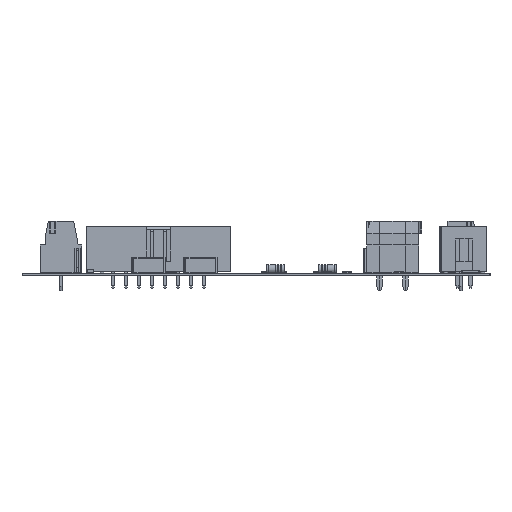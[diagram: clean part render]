
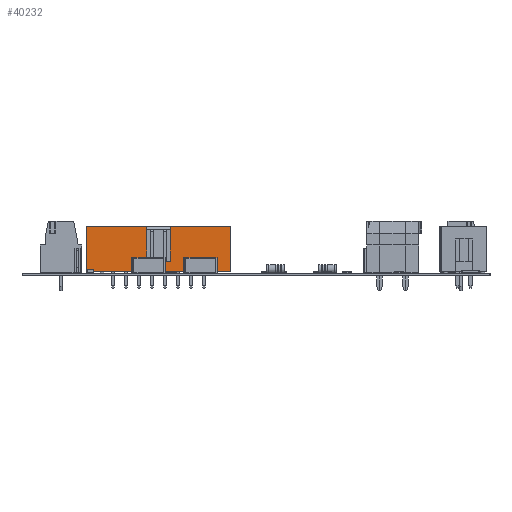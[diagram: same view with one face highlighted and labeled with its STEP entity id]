
A CAD part, left-side view. The second image highlights one B-rep face of the part: STEP entity #40232.
In plain terms, the highlighted face is planar.
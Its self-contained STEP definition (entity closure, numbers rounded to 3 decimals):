
#36542 = PLANE('',#36543);
#36543 = AXIS2_PLACEMENT_3D('',#36544,#36545,#36546);
#36544 = CARTESIAN_POINT('',(13.99,-4.425,-4.425));
#36545 = DIRECTION('',(0.,0.,-1.));
#36546 = DIRECTION('',(-1.,0.,0.));
#37714 = PLANE('',#37715);
#37715 = AXIS2_PLACEMENT_3D('',#37716,#37717,#37718);
#37716 = CARTESIAN_POINT('',(13.99,-4.425,4.425));
#37717 = DIRECTION('',(1.,0.,0.));
#37718 = DIRECTION('',(0.,0.,-1.));
#37811 = VERTEX_POINT('',#37812);
#37812 = CARTESIAN_POINT('',(13.99,-4.425,-4.425));
#37833 = EDGE_CURVE('',#37811,#37834,#37836,.T.);
#37834 = VERTEX_POINT('',#37835);
#37835 = CARTESIAN_POINT('',(-13.99,-4.425,-4.425));
#37836 = SURFACE_CURVE('',#37837,(#37841,#37848),.PCURVE_S1.);
#37837 = LINE('',#37838,#37839);
#37838 = CARTESIAN_POINT('',(13.99,-4.425,-4.425));
#37839 = VECTOR('',#37840,1.);
#37840 = DIRECTION('',(-1.,0.,0.));
#37841 = PCURVE('',#36542,#37842);
#37842 = DEFINITIONAL_REPRESENTATION('',(#37843),#37847);
#37843 = LINE('',#37844,#37845);
#37844 = CARTESIAN_POINT('',(0.,0.));
#37845 = VECTOR('',#37846,1.);
#37846 = DIRECTION('',(1.,0.));
#37847 = ( GEOMETRIC_REPRESENTATION_CONTEXT(2) 
PARAMETRIC_REPRESENTATION_CONTEXT() REPRESENTATION_CONTEXT('2D SPACE',''
  ) );
#37848 = PCURVE('',#37849,#37854);
#37849 = PLANE('',#37850);
#37850 = AXIS2_PLACEMENT_3D('',#37851,#37852,#37853);
#37851 = CARTESIAN_POINT('',(0.,-4.425,0.));
#37852 = DIRECTION('',(0.,1.,0.));
#37853 = DIRECTION('',(0.,0.,1.));
#37854 = DEFINITIONAL_REPRESENTATION('',(#37855),#37859);
#37855 = LINE('',#37856,#37857);
#37856 = CARTESIAN_POINT('',(-4.425,13.99));
#37857 = VECTOR('',#37858,1.);
#37858 = DIRECTION('',(0.,-1.));
#37859 = ( GEOMETRIC_REPRESENTATION_CONTEXT(2) 
PARAMETRIC_REPRESENTATION_CONTEXT() REPRESENTATION_CONTEXT('2D SPACE',''
  ) );
#37877 = PLANE('',#37878);
#37878 = AXIS2_PLACEMENT_3D('',#37879,#37880,#37881);
#37879 = CARTESIAN_POINT('',(-13.99,-4.425,-4.425));
#37880 = DIRECTION('',(-1.,0.,0.));
#37881 = DIRECTION('',(0.,0.,1.));
#39631 = PLANE('',#39632);
#39632 = AXIS2_PLACEMENT_3D('',#39633,#39634,#39635);
#39633 = CARTESIAN_POINT('',(0.,0.,-2.375));
#39634 = DIRECTION('',(0.,0.,-1.));
#39635 = DIRECTION('',(-1.,0.,0.));
#39898 = PLANE('',#39899);
#39899 = AXIS2_PLACEMENT_3D('',#39900,#39901,#39902);
#39900 = CARTESIAN_POINT('',(-13.99,-4.425,4.425));
#39901 = DIRECTION('',(0.,0.,1.));
#39902 = DIRECTION('',(1.,0.,0.));
#40232 = ADVANCED_FACE('',(#40233),#37849,.F.);
#40233 = FACE_BOUND('',#40234,.T.);
#40234 = EDGE_LOOP('',(#40235,#40265,#40288,#40316,#40339,#40360,#40361,
    #40384));
#40235 = ORIENTED_EDGE('',*,*,#40236,.F.);
#40236 = EDGE_CURVE('',#40237,#40239,#40241,.T.);
#40237 = VERTEX_POINT('',#40238);
#40238 = CARTESIAN_POINT('',(2.25,-4.425,-2.375));
#40239 = VERTEX_POINT('',#40240);
#40240 = CARTESIAN_POINT('',(2.25,-4.425,4.425));
#40241 = SURFACE_CURVE('',#40242,(#40246,#40253),.PCURVE_S1.);
#40242 = LINE('',#40243,#40244);
#40243 = CARTESIAN_POINT('',(2.25,-4.425,-2.375));
#40244 = VECTOR('',#40245,1.);
#40245 = DIRECTION('',(0.,0.,1.));
#40246 = PCURVE('',#37849,#40247);
#40247 = DEFINITIONAL_REPRESENTATION('',(#40248),#40252);
#40248 = LINE('',#40249,#40250);
#40249 = CARTESIAN_POINT('',(-2.375,2.25));
#40250 = VECTOR('',#40251,1.);
#40251 = DIRECTION('',(1.,0.));
#40252 = ( GEOMETRIC_REPRESENTATION_CONTEXT(2) 
PARAMETRIC_REPRESENTATION_CONTEXT() REPRESENTATION_CONTEXT('2D SPACE',''
  ) );
#40253 = PCURVE('',#40254,#40259);
#40254 = PLANE('',#40255);
#40255 = AXIS2_PLACEMENT_3D('',#40256,#40257,#40258);
#40256 = CARTESIAN_POINT('',(2.25,-3.375,-2.375));
#40257 = DIRECTION('',(-1.,0.,0.));
#40258 = DIRECTION('',(0.,0.,1.));
#40259 = DEFINITIONAL_REPRESENTATION('',(#40260),#40264);
#40260 = LINE('',#40261,#40262);
#40261 = CARTESIAN_POINT('',(0.,-1.05));
#40262 = VECTOR('',#40263,1.);
#40263 = DIRECTION('',(1.,0.));
#40264 = ( GEOMETRIC_REPRESENTATION_CONTEXT(2) 
PARAMETRIC_REPRESENTATION_CONTEXT() REPRESENTATION_CONTEXT('2D SPACE',''
  ) );
#40265 = ORIENTED_EDGE('',*,*,#40266,.T.);
#40266 = EDGE_CURVE('',#40237,#40267,#40269,.T.);
#40267 = VERTEX_POINT('',#40268);
#40268 = CARTESIAN_POINT('',(-2.25,-4.425,-2.375));
#40269 = SURFACE_CURVE('',#40270,(#40274,#40281),.PCURVE_S1.);
#40270 = LINE('',#40271,#40272);
#40271 = CARTESIAN_POINT('',(2.25,-4.425,-2.375));
#40272 = VECTOR('',#40273,1.);
#40273 = DIRECTION('',(-1.,0.,0.));
#40274 = PCURVE('',#37849,#40275);
#40275 = DEFINITIONAL_REPRESENTATION('',(#40276),#40280);
#40276 = LINE('',#40277,#40278);
#40277 = CARTESIAN_POINT('',(-2.375,2.25));
#40278 = VECTOR('',#40279,1.);
#40279 = DIRECTION('',(0.,-1.));
#40280 = ( GEOMETRIC_REPRESENTATION_CONTEXT(2) 
PARAMETRIC_REPRESENTATION_CONTEXT() REPRESENTATION_CONTEXT('2D SPACE',''
  ) );
#40281 = PCURVE('',#39631,#40282);
#40282 = DEFINITIONAL_REPRESENTATION('',(#40283),#40287);
#40283 = LINE('',#40284,#40285);
#40284 = CARTESIAN_POINT('',(-2.25,-4.425));
#40285 = VECTOR('',#40286,1.);
#40286 = DIRECTION('',(1.,0.));
#40287 = ( GEOMETRIC_REPRESENTATION_CONTEXT(2) 
PARAMETRIC_REPRESENTATION_CONTEXT() REPRESENTATION_CONTEXT('2D SPACE',''
  ) );
#40288 = ORIENTED_EDGE('',*,*,#40289,.T.);
#40289 = EDGE_CURVE('',#40267,#40290,#40292,.T.);
#40290 = VERTEX_POINT('',#40291);
#40291 = CARTESIAN_POINT('',(-2.25,-4.425,4.425));
#40292 = SURFACE_CURVE('',#40293,(#40297,#40304),.PCURVE_S1.);
#40293 = LINE('',#40294,#40295);
#40294 = CARTESIAN_POINT('',(-2.25,-4.425,-2.375));
#40295 = VECTOR('',#40296,1.);
#40296 = DIRECTION('',(0.,0.,1.));
#40297 = PCURVE('',#37849,#40298);
#40298 = DEFINITIONAL_REPRESENTATION('',(#40299),#40303);
#40299 = LINE('',#40300,#40301);
#40300 = CARTESIAN_POINT('',(-2.375,-2.25));
#40301 = VECTOR('',#40302,1.);
#40302 = DIRECTION('',(1.,0.));
#40303 = ( GEOMETRIC_REPRESENTATION_CONTEXT(2) 
PARAMETRIC_REPRESENTATION_CONTEXT() REPRESENTATION_CONTEXT('2D SPACE',''
  ) );
#40304 = PCURVE('',#40305,#40310);
#40305 = PLANE('',#40306);
#40306 = AXIS2_PLACEMENT_3D('',#40307,#40308,#40309);
#40307 = CARTESIAN_POINT('',(-2.25,-4.425,-2.375));
#40308 = DIRECTION('',(1.,0.,0.));
#40309 = DIRECTION('',(0.,0.,-1.));
#40310 = DEFINITIONAL_REPRESENTATION('',(#40311),#40315);
#40311 = LINE('',#40312,#40313);
#40312 = CARTESIAN_POINT('',(0.,0.));
#40313 = VECTOR('',#40314,1.);
#40314 = DIRECTION('',(-1.,0.));
#40315 = ( GEOMETRIC_REPRESENTATION_CONTEXT(2) 
PARAMETRIC_REPRESENTATION_CONTEXT() REPRESENTATION_CONTEXT('2D SPACE',''
  ) );
#40316 = ORIENTED_EDGE('',*,*,#40317,.F.);
#40317 = EDGE_CURVE('',#40318,#40290,#40320,.T.);
#40318 = VERTEX_POINT('',#40319);
#40319 = CARTESIAN_POINT('',(-13.99,-4.425,4.425));
#40320 = SURFACE_CURVE('',#40321,(#40325,#40332),.PCURVE_S1.);
#40321 = LINE('',#40322,#40323);
#40322 = CARTESIAN_POINT('',(-13.99,-4.425,4.425));
#40323 = VECTOR('',#40324,1.);
#40324 = DIRECTION('',(1.,0.,0.));
#40325 = PCURVE('',#37849,#40326);
#40326 = DEFINITIONAL_REPRESENTATION('',(#40327),#40331);
#40327 = LINE('',#40328,#40329);
#40328 = CARTESIAN_POINT('',(4.425,-13.99));
#40329 = VECTOR('',#40330,1.);
#40330 = DIRECTION('',(0.,1.));
#40331 = ( GEOMETRIC_REPRESENTATION_CONTEXT(2) 
PARAMETRIC_REPRESENTATION_CONTEXT() REPRESENTATION_CONTEXT('2D SPACE',''
  ) );
#40332 = PCURVE('',#39898,#40333);
#40333 = DEFINITIONAL_REPRESENTATION('',(#40334),#40338);
#40334 = LINE('',#40335,#40336);
#40335 = CARTESIAN_POINT('',(0.,0.));
#40336 = VECTOR('',#40337,1.);
#40337 = DIRECTION('',(1.,0.));
#40338 = ( GEOMETRIC_REPRESENTATION_CONTEXT(2) 
PARAMETRIC_REPRESENTATION_CONTEXT() REPRESENTATION_CONTEXT('2D SPACE',''
  ) );
#40339 = ORIENTED_EDGE('',*,*,#40340,.F.);
#40340 = EDGE_CURVE('',#37834,#40318,#40341,.T.);
#40341 = SURFACE_CURVE('',#40342,(#40346,#40353),.PCURVE_S1.);
#40342 = LINE('',#40343,#40344);
#40343 = CARTESIAN_POINT('',(-13.99,-4.425,-4.425));
#40344 = VECTOR('',#40345,1.);
#40345 = DIRECTION('',(0.,0.,1.));
#40346 = PCURVE('',#37849,#40347);
#40347 = DEFINITIONAL_REPRESENTATION('',(#40348),#40352);
#40348 = LINE('',#40349,#40350);
#40349 = CARTESIAN_POINT('',(-4.425,-13.99));
#40350 = VECTOR('',#40351,1.);
#40351 = DIRECTION('',(1.,0.));
#40352 = ( GEOMETRIC_REPRESENTATION_CONTEXT(2) 
PARAMETRIC_REPRESENTATION_CONTEXT() REPRESENTATION_CONTEXT('2D SPACE',''
  ) );
#40353 = PCURVE('',#37877,#40354);
#40354 = DEFINITIONAL_REPRESENTATION('',(#40355),#40359);
#40355 = LINE('',#40356,#40357);
#40356 = CARTESIAN_POINT('',(0.,0.));
#40357 = VECTOR('',#40358,1.);
#40358 = DIRECTION('',(1.,0.));
#40359 = ( GEOMETRIC_REPRESENTATION_CONTEXT(2) 
PARAMETRIC_REPRESENTATION_CONTEXT() REPRESENTATION_CONTEXT('2D SPACE',''
  ) );
#40360 = ORIENTED_EDGE('',*,*,#37833,.F.);
#40361 = ORIENTED_EDGE('',*,*,#40362,.F.);
#40362 = EDGE_CURVE('',#40363,#37811,#40365,.T.);
#40363 = VERTEX_POINT('',#40364);
#40364 = CARTESIAN_POINT('',(13.99,-4.425,4.425));
#40365 = SURFACE_CURVE('',#40366,(#40370,#40377),.PCURVE_S1.);
#40366 = LINE('',#40367,#40368);
#40367 = CARTESIAN_POINT('',(13.99,-4.425,4.425));
#40368 = VECTOR('',#40369,1.);
#40369 = DIRECTION('',(0.,0.,-1.));
#40370 = PCURVE('',#37849,#40371);
#40371 = DEFINITIONAL_REPRESENTATION('',(#40372),#40376);
#40372 = LINE('',#40373,#40374);
#40373 = CARTESIAN_POINT('',(4.425,13.99));
#40374 = VECTOR('',#40375,1.);
#40375 = DIRECTION('',(-1.,0.));
#40376 = ( GEOMETRIC_REPRESENTATION_CONTEXT(2) 
PARAMETRIC_REPRESENTATION_CONTEXT() REPRESENTATION_CONTEXT('2D SPACE',''
  ) );
#40377 = PCURVE('',#37714,#40378);
#40378 = DEFINITIONAL_REPRESENTATION('',(#40379),#40383);
#40379 = LINE('',#40380,#40381);
#40380 = CARTESIAN_POINT('',(0.,0.));
#40381 = VECTOR('',#40382,1.);
#40382 = DIRECTION('',(1.,0.));
#40383 = ( GEOMETRIC_REPRESENTATION_CONTEXT(2) 
PARAMETRIC_REPRESENTATION_CONTEXT() REPRESENTATION_CONTEXT('2D SPACE',''
  ) );
#40384 = ORIENTED_EDGE('',*,*,#40385,.F.);
#40385 = EDGE_CURVE('',#40239,#40363,#40386,.T.);
#40386 = SURFACE_CURVE('',#40387,(#40391,#40398),.PCURVE_S1.);
#40387 = LINE('',#40388,#40389);
#40388 = CARTESIAN_POINT('',(-13.99,-4.425,4.425));
#40389 = VECTOR('',#40390,1.);
#40390 = DIRECTION('',(1.,0.,0.));
#40391 = PCURVE('',#37849,#40392);
#40392 = DEFINITIONAL_REPRESENTATION('',(#40393),#40397);
#40393 = LINE('',#40394,#40395);
#40394 = CARTESIAN_POINT('',(4.425,-13.99));
#40395 = VECTOR('',#40396,1.);
#40396 = DIRECTION('',(0.,1.));
#40397 = ( GEOMETRIC_REPRESENTATION_CONTEXT(2) 
PARAMETRIC_REPRESENTATION_CONTEXT() REPRESENTATION_CONTEXT('2D SPACE',''
  ) );
#40398 = PCURVE('',#39898,#40399);
#40399 = DEFINITIONAL_REPRESENTATION('',(#40400),#40404);
#40400 = LINE('',#40401,#40402);
#40401 = CARTESIAN_POINT('',(0.,0.));
#40402 = VECTOR('',#40403,1.);
#40403 = DIRECTION('',(1.,0.));
#40404 = ( GEOMETRIC_REPRESENTATION_CONTEXT(2) 
PARAMETRIC_REPRESENTATION_CONTEXT() REPRESENTATION_CONTEXT('2D SPACE',''
  ) );
